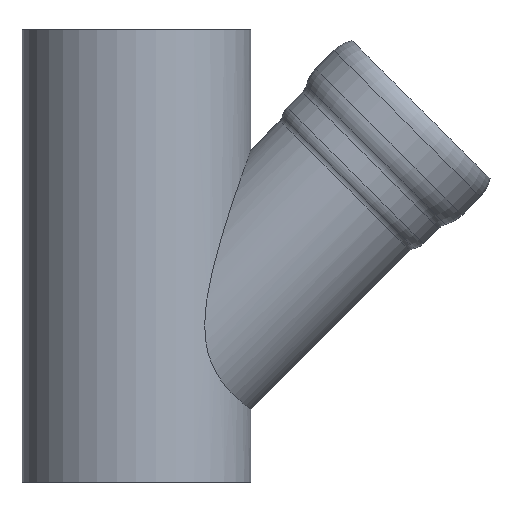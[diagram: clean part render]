
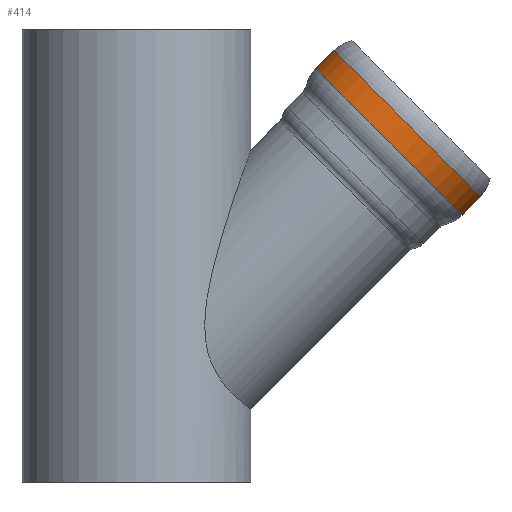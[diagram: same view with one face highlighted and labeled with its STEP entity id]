
A CAD part, front view. The second image highlights one B-rep face of the part: STEP entity #414.
In plain terms, the highlighted cylindrical face has radius 1234 mm (diameter 2468 mm), a full revolution.
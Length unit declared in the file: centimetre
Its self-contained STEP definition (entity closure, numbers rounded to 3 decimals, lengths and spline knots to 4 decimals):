
#51=CIRCLE('',#450,123.4);
#52=CIRCLE('',#451,123.4);
#54=CIRCLE('',#454,123.4);
#55=CIRCLE('',#455,123.4);
#92=FACE_OUTER_BOUND('',#117,.T.);
#117=EDGE_LOOP('',(#318,#319,#320,#321,#322,#323));
#141=LINE('',#1023,#155);
#155=VECTOR('',#552,123.4);
#185=VERTEX_POINT('',#1014);
#186=VERTEX_POINT('',#1015);
#187=VERTEX_POINT('',#1020);
#188=VERTEX_POINT('',#1021);
#232=EDGE_CURVE('',#185,#186,#51,.T.);
#233=EDGE_CURVE('',#186,#185,#52,.T.);
#235=EDGE_CURVE('',#187,#188,#54,.T.);
#236=EDGE_CURVE('',#187,#185,#141,.T.);
#237=EDGE_CURVE('',#188,#187,#55,.T.);
#318=ORIENTED_EDGE('',*,*,#235,.F.);
#319=ORIENTED_EDGE('',*,*,#236,.T.);
#320=ORIENTED_EDGE('',*,*,#232,.T.);
#321=ORIENTED_EDGE('',*,*,#233,.T.);
#322=ORIENTED_EDGE('',*,*,#236,.F.);
#323=ORIENTED_EDGE('',*,*,#237,.F.);
#400=CYLINDRICAL_SURFACE('',#453,123.4);
#414=ADVANCED_FACE('',(#92),#400,.T.);
#450=AXIS2_PLACEMENT_3D('',#1016,#542,#543);
#451=AXIS2_PLACEMENT_3D('',#1017,#544,#545);
#453=AXIS2_PLACEMENT_3D('',#1019,#548,#549);
#454=AXIS2_PLACEMENT_3D('',#1022,#550,#551);
#455=AXIS2_PLACEMENT_3D('',#1024,#553,#554);
#542=DIRECTION('center_axis',(0.707,0.,0.707));
#543=DIRECTION('ref_axis',(0.707,0.,-0.707));
#544=DIRECTION('center_axis',(0.707,0.,0.707));
#545=DIRECTION('ref_axis',(0.707,0.,-0.707));
#548=DIRECTION('center_axis',(0.707,0.,0.707));
#549=DIRECTION('ref_axis',(0.707,0.,-0.707));
#550=DIRECTION('center_axis',(0.707,0.,0.707));
#551=DIRECTION('ref_axis',(0.707,0.,-0.707));
#552=DIRECTION('',(-0.707,0.,-0.707));
#553=DIRECTION('center_axis',(0.707,0.,0.707));
#554=DIRECTION('ref_axis',(0.707,0.,-0.707));
#1014=CARTESIAN_POINT('',(213.8697,0.,493.3837));
#1015=CARTESIAN_POINT('',(301.1267,123.4,406.1267));
#1016=CARTESIAN_POINT('Origin',(301.1267,0.,406.1267));
#1017=CARTESIAN_POINT('Origin',(301.1267,0.,406.1267));
#1019=CARTESIAN_POINT('Origin',(311.9809,0.,416.9809));
#1020=CARTESIAN_POINT('',(235.5782,0.,515.0921));
#1021=CARTESIAN_POINT('',(322.8351,123.4,427.8351));
#1022=CARTESIAN_POINT('Origin',(322.8351,0.,427.8351));
#1023=CARTESIAN_POINT('',(224.724,0.,504.2379));
#1024=CARTESIAN_POINT('Origin',(322.8351,0.,427.8351));
